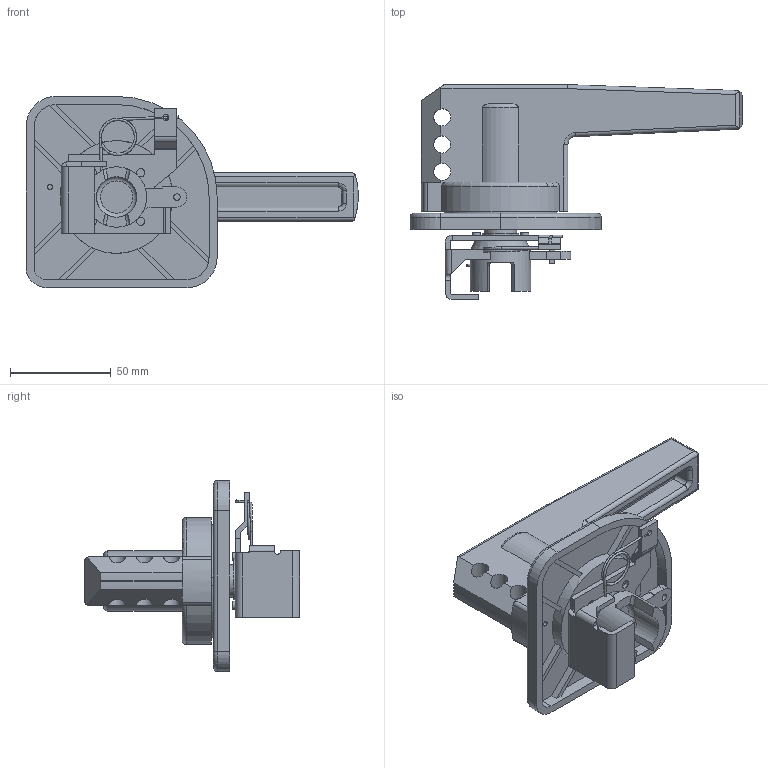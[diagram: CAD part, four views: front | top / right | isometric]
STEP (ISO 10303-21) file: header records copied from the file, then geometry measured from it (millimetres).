
FILE_DESCRIPTION((''),'2;1');
FILE_NAME('18003_G.stp','2020-10-28T15:15:41',('giuseppe'),(''),'Autodesk Inventor 2013','Autodesk Inventor 2013','');
FILE_SCHEMA(('AUTOMOTIVE_DESIGN { 1 0 10303 214 1 1 1 1 }'));
Length unit declared in the file: millimetre
Products named in the file (1): Parte1
Bounding box: 165 x 106.91 x 95 mm (x, y, z)
Volume: 195045.7 mm3; surface area: 78697.3 mm2
Topology: 3 solids, 4 shells, 808 faces, 2227 edges, 1471 vertices
Faces by surface type: plane 552, cylinder 230, torus 21, cone 3, bspline 1, sphere 1
Full cylindrical faces by diameter (mm): 1.2 x7, 1.7 x2, 2.5 x1, 3 x1, 3.2 x1, 3.45 x1, 4.1 x4, 4.134 x3, 4.4 x1, 5 x2, 5.5 x2, 6.5 x1, 7.3 x1, 8.5 x4, 9 x2, 10.5 x1, 10.8 x1, 12.2 x1, 12.5 x3, 13 x1, 14.7 x1, 15.8 x1, 16 x4, 17 x1, 20 x1, 22 x1, 24 x1, 30 x1, 56 x1
Entity records: 26762 total; most frequent: CARTESIAN_POINT 5161, DIRECTION 4273, ORIENTED_EDGE 4264, EDGE_CURVE 2132, VECTOR 1521, LINE 1521, VERTEX_POINT 1442, AXIS2_PLACEMENT_3D 1376
